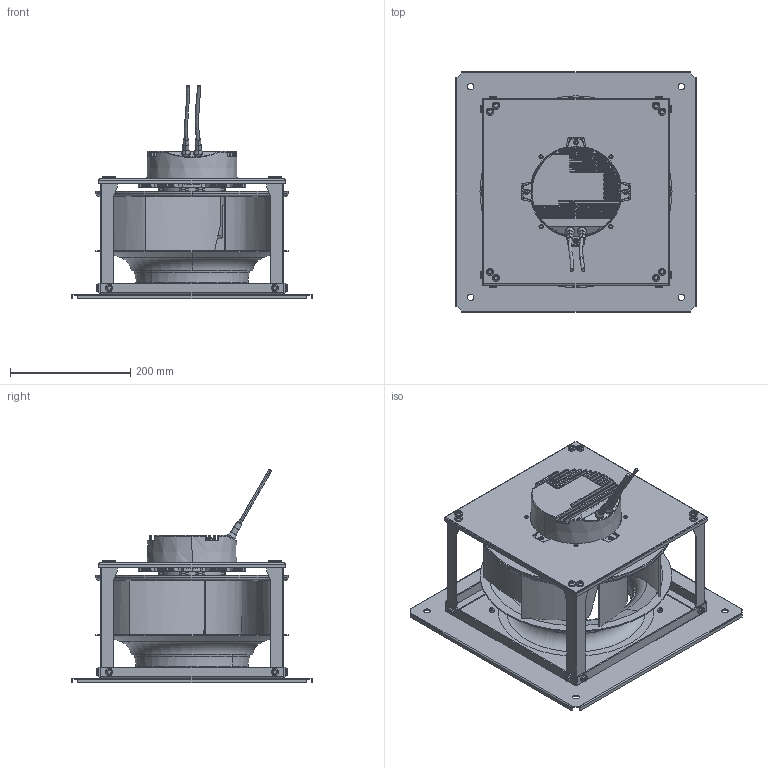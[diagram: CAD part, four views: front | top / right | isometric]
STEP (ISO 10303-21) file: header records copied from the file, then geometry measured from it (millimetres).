
FILE_DESCRIPTION((''),'2;1');
FILE_NAME('GTM031FUC20R_ASM','2017-09-12T',('MINGHAN.CHUNG'),(''),'PRO/ENGINEER BY PARAMETRIC TECHNOLOGY CORPORATION, 2010180','PRO/ENGINEER BY PARAMETRIC TECHNOLOGY CORPORATION, 2010180','');
FILE_SCHEMA(('CONFIG_CONTROL_DESIGN'));
Products named in the file (30): TOP-PLATE; SUPPORT-2; SUPPORT-22R; BOTTOM-PLATE; SCREW-M6-L10; FRAME_ASM; 4101261500--PILLOW; BEARING-INNER-RING; BEARING-OUTER-RING; BEARING-BALL; BEARING-COVER; BEARING-6001_ASM; OD84-CASE; OD84-BRASS; OD84-SHAFT; OD84-FLANGE; OD84-CASE-ASSEMBLY_ASM; 4101153800--COVER; 3230416800--GROMMET; 039012125--CABLE; 3815403000--COVER-ASSEMBLY_ASM; SCREW--M4-L10; OD84-MOTOR-ASSEMBLY_ASM; R63D2-280X90--TOP-BOTTOM; R63D2-280X90--BLADE; 4101402600--R63D2-280X90_ASM; GTB031FHC20R_ASM; 3323211000--ED11-280S; 3105567900--T20--M4--L10; GTM031FUC20R_ASM
Assembly tree (71 placements, depth 5):
  GTM031FUC20R_ASM
    FRAME_ASM
      TOP-PLATE
      SUPPORT-2  x4
      SUPPORT-22R  x4
      BOTTOM-PLATE
      SCREW-M6-L10  x16
    GTB031FHC20R_ASM
      OD84-MOTOR-ASSEMBLY_ASM
        4101261500--PILLOW
        BEARING-6001_ASM
          BEARING-INNER-RING
          BEARING-OUTER-RING
          BEARING-BALL  x8
          BEARING-COVER  x2
        OD84-CASE-ASSEMBLY_ASM
          OD84-CASE
          OD84-BRASS
          OD84-SHAFT
          OD84-FLANGE
        3815403000--COVER-ASSEMBLY_ASM
          4101153800--COVER
          3230416800--GROMMET  x2
          039012125--CABLE
        SCREW--M4-L10  x4
      4101402600--R63D2-280X90_ASM
        R63D2-280X90--TOP-BOTTOM
        R63D2-280X90--BLADE  x7
    3323211000--ED11-280S
    3105567900--T20--M4--L10  x4
Bounding box: 400 x 400 x 355.08 mm (x, y, z)
Volume: 1684644.6 mm3; surface area: 1487953.6 mm2
Topology: 68 solids, 68 shells, 4835 faces, 11905 edges, 7356 vertices
Faces by surface type: plane 1987, cylinder 1230, torus 634, bspline 589, cone 258, sphere 137
Entity records: 140250 total; most frequent: CARTESIAN_POINT 53680, ORIENTED_EDGE 18448, DIRECTION 17517, EDGE_CURVE 9224, AXIS2_PLACEMENT_3D 6774, VERTEX_POINT 5617, EDGE_LOOP 4063, VECTOR 3969
